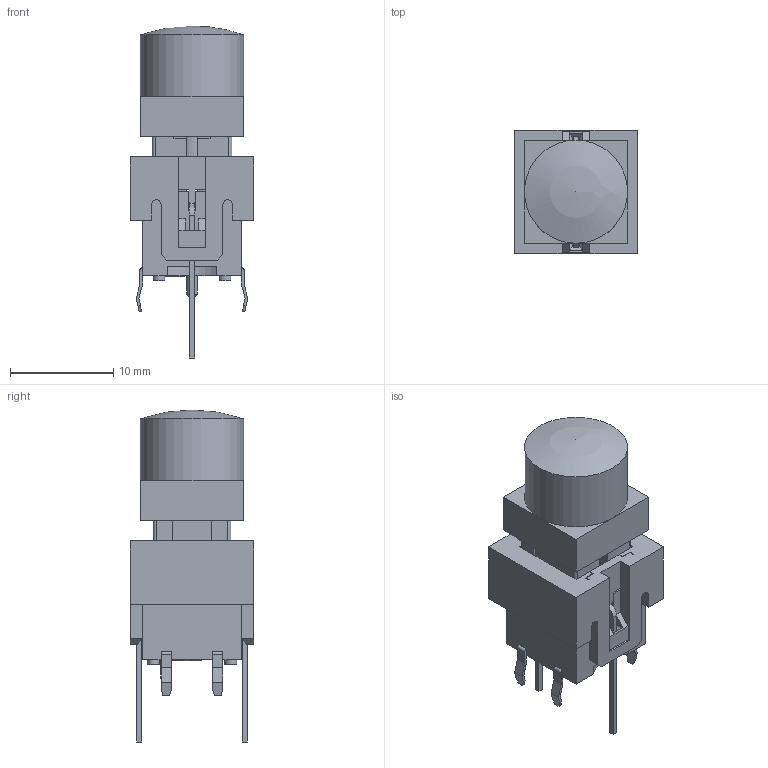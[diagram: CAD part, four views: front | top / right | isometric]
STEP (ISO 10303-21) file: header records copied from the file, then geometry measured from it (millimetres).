
FILE_DESCRIPTION((' '),'2;1');
FILE_NAME('LP15R1xxxxxxN.stp','2017-07-12T08:47:19',(' '),(' '),' ','ACIS',' ');
FILE_SCHEMA(('CONFIG_CONTROL_DESIGN'));
Length unit declared in the file: inch
Products named in the file (1): LP15R1xxxxxxN.stp
Bounding box: 12 x 12 x 32.2 mm (x, y, z)
Volume: 1635 mm3; surface area: 2782.3 mm2
Topology: 1 solids, 2 shells, 506 faces, 1427 edges, 896 vertices
Faces by surface type: plane 366, cylinder 104, sphere 12, torus 12, bspline 9, cone 3
Full cylindrical faces by diameter (mm): 1.05 x1, 1.15 x4, 2.2 x1, 2.8 x1, 3 x1, 3.2 x1, 5.2 x1, 6.2 x1, 6.9 x1, 10 x1
Entity records: 16645 total; most frequent: CARTESIAN_POINT 3526, ORIENTED_EDGE 2782, DIRECTION 2595, EDGE_CURVE 1391, VECTOR 1133, LINE 1133, VERTEX_POINT 885, AXIS2_PLACEMENT_3D 731
